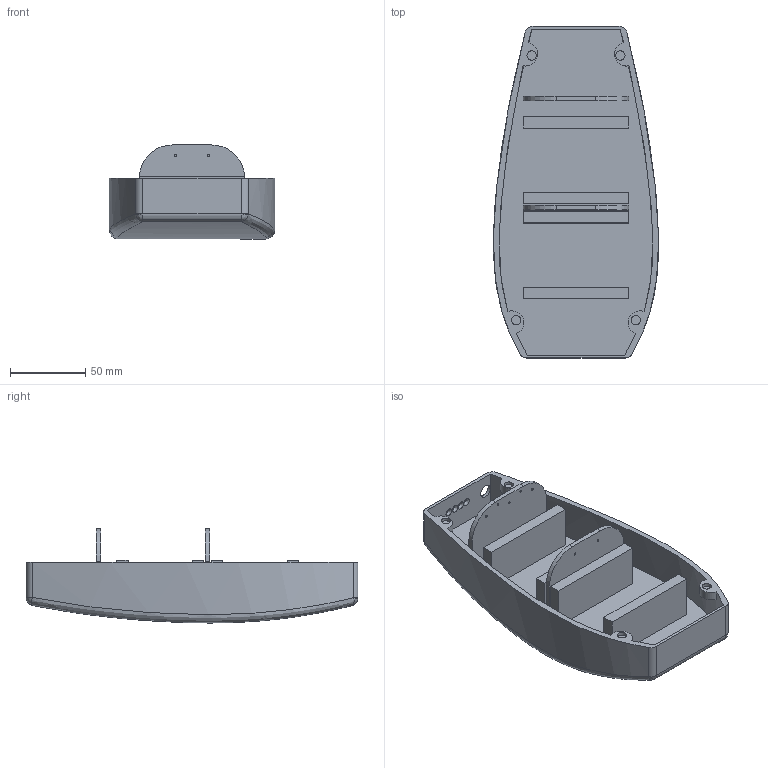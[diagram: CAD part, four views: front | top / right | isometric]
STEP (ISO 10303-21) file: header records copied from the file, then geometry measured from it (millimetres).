
FILE_DESCRIPTION(/* description */ ('STEP AP242 Edition 2','CAx-IF Rec.Pracs.---Representation and Presentation of Product Manufacturing Information (PMI)---4.0---2014-10-13','CAx-IF Rec.Pracs.---3D Tessellated Geometry---0.4---2014-09-14','2;1','CAx-IF Rec.Pracs.---User Defined Attributes---1.5---2016-08-15'),/* implementation_level */ '2;1');
FILE_NAME(/* name */ '6926a72c630f6ec4547a5468',/* time_stamp */ '2025-11-26T07:07:24Z',/* author */ (''),/* organization */ (''),/* preprocessor_version */ 'ST-DEVELOPER v20',/* originating_system */ 'ONSHAPE BY PTC INC, 1.207',/* authorisation */ ' ');
FILE_SCHEMA (('AP242_MANAGED_MODEL_BASED_3D_ENGINEERING_MIM_LF { 1 0 10303 442 3 1 4 }'));
Length unit declared in the file: metre
Products named in the file (1): FOREARM
Bounding box: 109.97 x 220.73 x 62.58 mm (x, y, z)
Volume: 326121 mm3; surface area: 109573.1 mm2
Topology: 1 solids, 1 shells, 96 faces, 247 edges, 157 vertices
Faces by surface type: plane 45, cylinder 31, bspline 15, torus 5
Full cylindrical faces by diameter (mm): 1.499 x2, 1.5 x10, 6.2 x4, 8.94 x1
Entity records: 3358 total; most frequent: CARTESIAN_POINT 1177, ORIENTED_EDGE 426, DIRECTION 409, EDGE_CURVE 213, EDGE_LOOP 152, FACE_BOUND 152, AXIS2_PLACEMENT_3D 150, VERTEX_POINT 149
